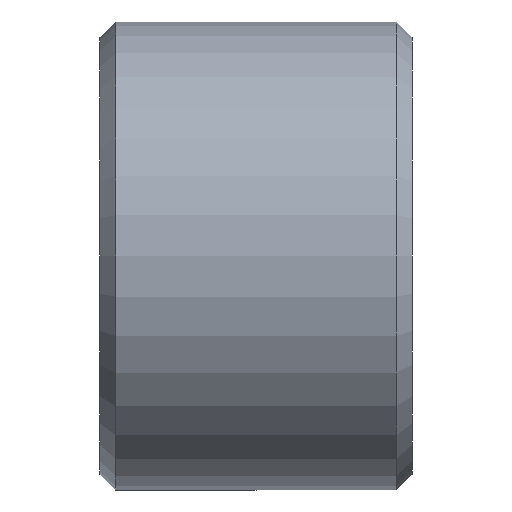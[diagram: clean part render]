
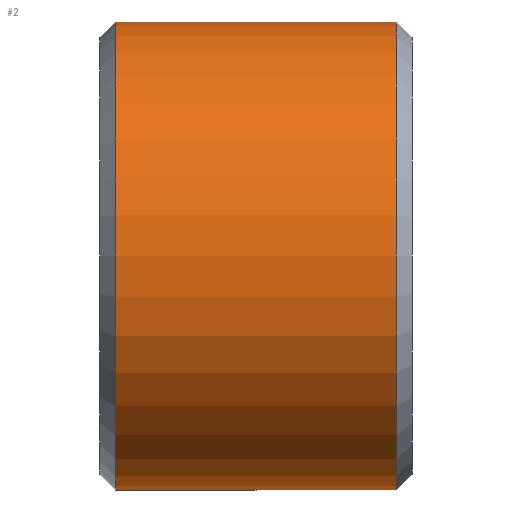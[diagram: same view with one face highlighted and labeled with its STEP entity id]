
A CAD part, left-side view. The second image highlights one B-rep face of the part: STEP entity #2.
In plain terms, the highlighted cylindrical face has radius 7.5 mm (diameter 15 mm), a partial arc.
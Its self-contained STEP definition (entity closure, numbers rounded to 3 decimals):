
#2 = ADVANCED_FACE ( 'NONE', ( #183 ), #215, .T. ) ;
#9 = VERTEX_POINT ( 'NONE', #208 ) ;
#99 = EDGE_CURVE ( 'NONE', #117, #101, #304, .T. ) ;
#100 = VERTEX_POINT ( 'NONE', #319 ) ;
#101 = VERTEX_POINT ( 'NONE', #271 ) ;
#105 = EDGE_CURVE ( 'NONE', #9, #100, #311, .T. ) ;
#117 = VERTEX_POINT ( 'NONE', #340 ) ;
#183 = FACE_OUTER_BOUND ( 'NONE', #432, .T. ) ;
#198 = DIRECTION ( 'NONE',  ( 0., 1., 0. ) ) ;
#199 = CARTESIAN_POINT ( 'NONE',  ( 0., 20.182, 0. ) ) ;
#208 = CARTESIAN_POINT ( 'NONE',  ( 0., -4.5, -7.5 ) ) ;
#215 = CYLINDRICAL_SURFACE ( 'NONE', #236, 7.5 ) ;
#230 = DIRECTION ( 'NONE',  ( 0., 0., 1. ) ) ;
#236 = AXIS2_PLACEMENT_3D ( 'NONE', #199, #198, #230 ) ;
#247 = DIRECTION ( 'NONE',  ( 0., 1., 0. ) ) ;
#248 = VECTOR ( 'NONE', #247, 1000. ) ;
#249 = CARTESIAN_POINT ( 'NONE',  ( 0., 20.182, 7.5 ) ) ;
#271 = CARTESIAN_POINT ( 'NONE',  ( 0., 4.5, 7.5 ) ) ;
#277 = DIRECTION ( 'NONE',  ( 0., 0., 1. ) ) ;
#278 = DIRECTION ( 'NONE',  ( 0., 1., 0. ) ) ;
#279 = AXIS2_PLACEMENT_3D ( 'NONE', #317, #278, #277 ) ;
#280 = CIRCLE ( 'NONE', #279, 7.5 ) ;
#304 = LINE ( 'NONE', #249, #248 ) ;
#311 = LINE ( 'NONE', #358, #357 ) ;
#317 = CARTESIAN_POINT ( 'NONE',  ( 0., 4.5, 0. ) ) ;
#319 = CARTESIAN_POINT ( 'NONE',  ( 0., 4.5, -7.5 ) ) ;
#322 = DIRECTION ( 'NONE',  ( 0., 0., 1. ) ) ;
#323 = DIRECTION ( 'NONE',  ( 0., 1., 0. ) ) ;
#324 = CARTESIAN_POINT ( 'NONE',  ( 0., -4.5, 0. ) ) ;
#325 = AXIS2_PLACEMENT_3D ( 'NONE', #324, #323, #322 ) ;
#326 = CIRCLE ( 'NONE', #325, 7.5 ) ;
#340 = CARTESIAN_POINT ( 'NONE',  ( 0., -4.5, 7.5 ) ) ;
#356 = DIRECTION ( 'NONE',  ( 0., 1., 0. ) ) ;
#357 = VECTOR ( 'NONE', #356, 1000. ) ;
#358 = CARTESIAN_POINT ( 'NONE',  ( 0., 20.182, -7.5 ) ) ;
#432 = EDGE_LOOP ( 'NONE', ( #447, #448, #446, #444 ) ) ;
#443 = EDGE_CURVE ( 'NONE', #100, #101, #280, .T. ) ;
#444 = ORIENTED_EDGE ( 'NONE', *, *, #443, .F. ) ;
#445 = EDGE_CURVE ( 'NONE', #9, #117, #326, .T. ) ;
#446 = ORIENTED_EDGE ( 'NONE', *, *, #99, .T. ) ;
#447 = ORIENTED_EDGE ( 'NONE', *, *, #105, .F. ) ;
#448 = ORIENTED_EDGE ( 'NONE', *, *, #445, .T. ) ;
